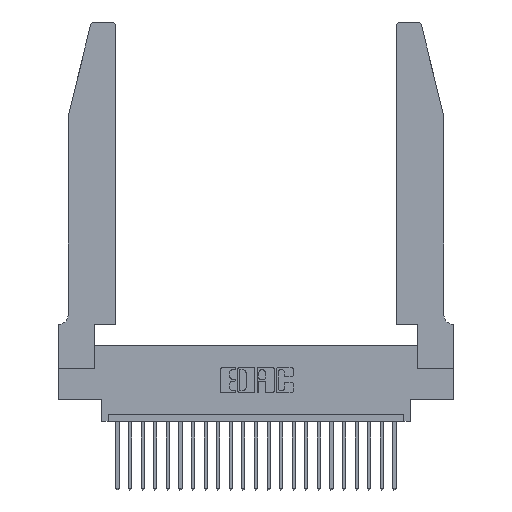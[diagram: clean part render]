
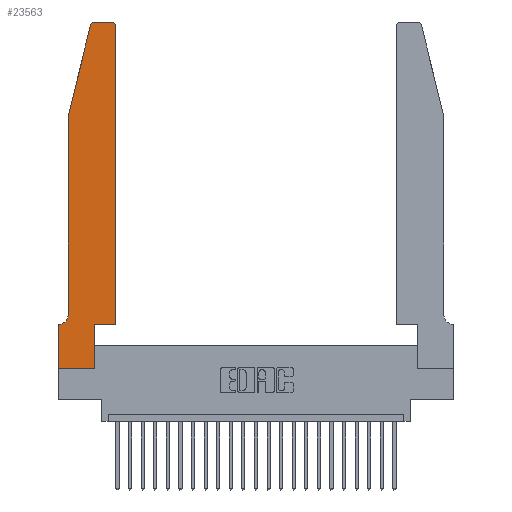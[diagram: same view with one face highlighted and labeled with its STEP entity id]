
A CAD part, top view. The second image highlights one B-rep face of the part: STEP entity #23563.
In plain terms, the highlighted planar face has unit normal (0, 0, 1).
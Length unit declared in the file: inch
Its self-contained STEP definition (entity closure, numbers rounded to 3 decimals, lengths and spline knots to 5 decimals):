
#204 = LINE ( 'NONE', #8404, #3832 ) ;
#293 = VERTEX_POINT ( 'NONE', #19138 ) ;
#504 = CARTESIAN_POINT ( 'NONE',  ( 0., 0.35, 0.37 ) ) ;
#614 = CARTESIAN_POINT ( 'NONE',  ( 0., 0.35, 0.37 ) ) ;
#713 = CARTESIAN_POINT ( 'NONE',  ( 0.0755, 0.35, 0.37 ) ) ;
#1060 = DIRECTION ( 'NONE',  ( -1., 0., 0. ) ) ;
#1325 = ORIENTED_EDGE ( 'NONE', *, *, #11295, .T. ) ;
#1503 = CARTESIAN_POINT ( 'NONE',  ( 0.284, 2.72, 0.37 ) ) ;
#1922 = VERTEX_POINT ( 'NONE', #3901 ) ;
#1970 = ORIENTED_EDGE ( 'NONE', *, *, #4892, .T. ) ;
#2101 = ORIENTED_EDGE ( 'NONE', *, *, #7487, .T. ) ;
#2890 = VECTOR ( 'NONE', #1060, 39.37008 ) ;
#3214 = CARTESIAN_POINT ( 'NONE',  ( 0., 0., 0.37 ) ) ;
#3301 = DIRECTION ( 'NONE',  ( 0., 1., 0. ) ) ;
#3832 = VECTOR ( 'NONE', #21680, 39.37008 ) ;
#3901 = CARTESIAN_POINT ( 'NONE',  ( 0.4205, 2.75, 0.37 ) ) ;
#4097 = VECTOR ( 'NONE', #12183, 39.37008 ) ;
#4382 = DIRECTION ( 'NONE',  ( 0., -1., 0. ) ) ;
#4462 = DIRECTION ( 'NONE',  ( 1., 0., 0. ) ) ;
#4479 = VERTEX_POINT ( 'NONE', #17510 ) ;
#4621 = VERTEX_POINT ( 'NONE', #13017 ) ;
#4892 = EDGE_CURVE ( 'NONE', #6907, #16054, #15768, .T. ) ;
#5012 = FACE_OUTER_BOUND ( 'NONE', #21655, .T. ) ;
#5232 = VECTOR ( 'NONE', #6669, 39.37008 ) ;
#5532 = CARTESIAN_POINT ( 'NONE',  ( 0.0055, 0.42, 0.37 ) ) ;
#6185 = VECTOR ( 'NONE', #4382, 39.37008 ) ;
#6669 = DIRECTION ( 'NONE',  ( 1., 0., 0. ) ) ;
#6700 = EDGE_CURVE ( 'NONE', #4621, #293, #24333, .T. ) ;
#6713 = CIRCLE ( 'NONE', #10131, 0.03 ) ;
#6907 = VERTEX_POINT ( 'NONE', #22301 ) ;
#7068 = LINE ( 'NONE', #12500, #2890 ) ;
#7210 = DIRECTION ( 'NONE',  ( 0., -1., 0. ) ) ;
#7218 = DIRECTION ( 'NONE',  ( 0., 0., -1. ) ) ;
#7487 = EDGE_CURVE ( 'NONE', #293, #4479, #12372, .T. ) ;
#7763 = CARTESIAN_POINT ( 'NONE',  ( 0.0055, 0.35, 0.37 ) ) ;
#8139 = VERTEX_POINT ( 'NONE', #16963 ) ;
#8404 = CARTESIAN_POINT ( 'NONE',  ( 0.4505, 0.35, 0.37 ) ) ;
#8521 = DIRECTION ( 'NONE',  ( -1., 0., 0. ) ) ;
#8575 = VERTEX_POINT ( 'NONE', #20065 ) ;
#8645 = VECTOR ( 'NONE', #7210, 39.37008 ) ;
#9224 = VERTEX_POINT ( 'NONE', #18593 ) ;
#9267 = ORIENTED_EDGE ( 'NONE', *, *, #19940, .T. ) ;
#10131 = AXIS2_PLACEMENT_3D ( 'NONE', #1503, #14870, #16811 ) ;
#10694 = EDGE_CURVE ( 'NONE', #16054, #17980, #18499, .T. ) ;
#10896 = CIRCLE ( 'NONE', #21807, 0.03 ) ;
#11295 = EDGE_CURVE ( 'NONE', #8139, #13129, #204, .T. ) ;
#11578 = CARTESIAN_POINT ( 'NONE',  ( 0.0755, 2., 0.37 ) ) ;
#11995 = EDGE_CURVE ( 'NONE', #8575, #6907, #22614, .T. ) ;
#12183 = DIRECTION ( 'NONE',  ( 1., 0., 0. ) ) ;
#12372 = LINE ( 'NONE', #24258, #16273 ) ;
#12500 = CARTESIAN_POINT ( 'NONE',  ( 0.2605, 2.75, 0.37 ) ) ;
#13017 = CARTESIAN_POINT ( 'NONE',  ( 0., 0., 0.37 ) ) ;
#13107 = EDGE_CURVE ( 'NONE', #9224, #8575, #6713, .T. ) ;
#13129 = VERTEX_POINT ( 'NONE', #16897 ) ;
#13329 = ORIENTED_EDGE ( 'NONE', *, *, #24432, .T. ) ;
#13381 = LINE ( 'NONE', #15781, #4097 ) ;
#13771 = EDGE_CURVE ( 'NONE', #13129, #1922, #10896, .T. ) ;
#13866 = DIRECTION ( 'NONE',  ( 0., 0., 1. ) ) ;
#14112 = CARTESIAN_POINT ( 'NONE',  ( 0., 0., 0.37 ) ) ;
#14123 = PLANE ( 'NONE',  #14936 ) ;
#14294 = LINE ( 'NONE', #3214, #8645 ) ;
#14870 = DIRECTION ( 'NONE',  ( 0., 0., 1. ) ) ;
#14936 = AXIS2_PLACEMENT_3D ( 'NONE', #504, #13866, #19591 ) ;
#15143 = ORIENTED_EDGE ( 'NONE', *, *, #6700, .T. ) ;
#15607 = ORIENTED_EDGE ( 'NONE', *, *, #13107, .T. ) ;
#15768 = LINE ( 'NONE', #11578, #6185 ) ;
#15781 = CARTESIAN_POINT ( 'NONE',  ( 0.4505, 0.35, 0.37 ) ) ;
#15927 = DIRECTION ( 'NONE',  ( 0., 0., 1. ) ) ;
#16054 = VERTEX_POINT ( 'NONE', #18639 ) ;
#16273 = VECTOR ( 'NONE', #3301, 39.37008 ) ;
#16285 = EDGE_CURVE ( 'NONE', #21268, #4621, #14294, .T. ) ;
#16669 = EDGE_CURVE ( 'NONE', #4479, #8139, #13381, .T. ) ;
#16811 = DIRECTION ( 'NONE',  ( 1., 0., 0. ) ) ;
#16839 = DIRECTION ( 'NONE',  ( -1., 0., 0. ) ) ;
#16863 = LINE ( 'NONE', #713, #19855 ) ;
#16897 = CARTESIAN_POINT ( 'NONE',  ( 0.4505, 2.72, 0.37 ) ) ;
#16963 = CARTESIAN_POINT ( 'NONE',  ( 0.4505, 0.35, 0.37 ) ) ;
#17510 = CARTESIAN_POINT ( 'NONE',  ( 0.2865, 0.35, 0.37 ) ) ;
#17980 = VERTEX_POINT ( 'NONE', #7763 ) ;
#18037 = ORIENTED_EDGE ( 'NONE', *, *, #13771, .T. ) ;
#18499 = CIRCLE ( 'NONE', #18758, 0.07 ) ;
#18593 = CARTESIAN_POINT ( 'NONE',  ( 0.284, 2.75, 0.37 ) ) ;
#18639 = CARTESIAN_POINT ( 'NONE',  ( 0.0755, 0.42, 0.37 ) ) ;
#18758 = AXIS2_PLACEMENT_3D ( 'NONE', #5532, #7218, #16839 ) ;
#19036 = ORIENTED_EDGE ( 'NONE', *, *, #11995, .T. ) ;
#19138 = CARTESIAN_POINT ( 'NONE',  ( 0.2865, 0., 0.37 ) ) ;
#19190 = ORIENTED_EDGE ( 'NONE', *, *, #10694, .T. ) ;
#19553 = ORIENTED_EDGE ( 'NONE', *, *, #16285, .T. ) ;
#19591 = DIRECTION ( 'NONE',  ( 1., 0., 0. ) ) ;
#19855 = VECTOR ( 'NONE', #8521, 39.37008 ) ;
#19940 = EDGE_CURVE ( 'NONE', #17980, #21268, #16863, .T. ) ;
#19962 = VECTOR ( 'NONE', #21053, 39.37008 ) ;
#20065 = CARTESIAN_POINT ( 'NONE',  ( 0.25487, 2.72718, 0.37 ) ) ;
#21053 = DIRECTION ( 'NONE',  ( -0.239, -0.971, 0. ) ) ;
#21268 = VERTEX_POINT ( 'NONE', #614 ) ;
#21655 = EDGE_LOOP ( 'NONE', ( #13329, #15607, #19036, #1970, #19190, #9267, #19553, #15143, #2101, #23454, #1325, #18037 ) ) ;
#21680 = DIRECTION ( 'NONE',  ( 0., 1., 0. ) ) ;
#21807 = AXIS2_PLACEMENT_3D ( 'NONE', #23003, #15927, #4462 ) ;
#22301 = CARTESIAN_POINT ( 'NONE',  ( 0.0755, 2., 0.37 ) ) ;
#22369 = CARTESIAN_POINT ( 'NONE',  ( 0.0755, 2., 0.37 ) ) ;
#22614 = LINE ( 'NONE', #22369, #19962 ) ;
#23003 = CARTESIAN_POINT ( 'NONE',  ( 0.4205, 2.72, 0.37 ) ) ;
#23454 = ORIENTED_EDGE ( 'NONE', *, *, #16669, .T. ) ;
#23563 = ADVANCED_FACE ( 'NONE', ( #5012 ), #14123, .T. ) ;
#24258 = CARTESIAN_POINT ( 'NONE',  ( 0.2865, 0.35, 0.37 ) ) ;
#24333 = LINE ( 'NONE', #14112, #5232 ) ;
#24432 = EDGE_CURVE ( 'NONE', #1922, #9224, #7068, .T. ) ;
